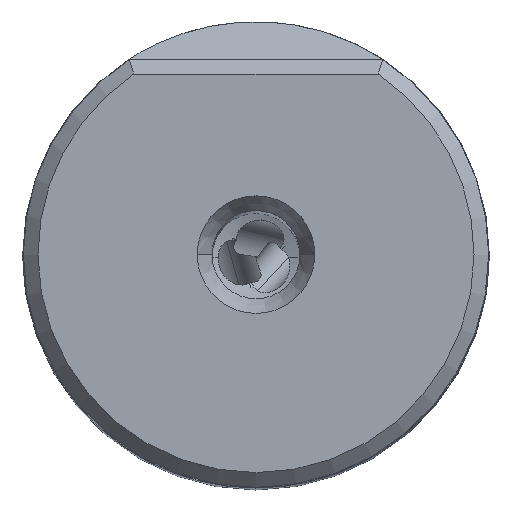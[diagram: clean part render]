
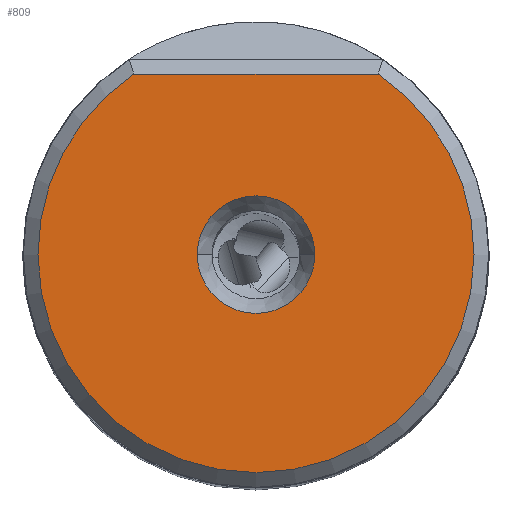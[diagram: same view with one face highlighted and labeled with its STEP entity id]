
A CAD part, top view. The second image highlights one B-rep face of the part: STEP entity #809.
In plain terms, the highlighted planar face has unit normal (0, 0, 1).
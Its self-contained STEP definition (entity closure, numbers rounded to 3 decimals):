
#809=ADVANCED_FACE('',(#1139,#1140),#1073,.T.);
#1073=PLANE('',#5322);
#1139=FACE_BOUND('',#1167,.T.);
#1140=FACE_BOUND('',#1168,.T.);
#1167=EDGE_LOOP('',(#1825,#1826,#1827,#1828));
#1168=EDGE_LOOP('',(#1829,#1830));
#1445=LINE('',#7441,#1635);
#1635=VECTOR('',#5984,1.);
#1825=ORIENTED_EDGE('',*,*,#3968,.F.);
#1826=ORIENTED_EDGE('',*,*,#3969,.F.);
#1827=ORIENTED_EDGE('',*,*,#3970,.F.);
#1828=ORIENTED_EDGE('',*,*,#3971,.F.);
#1829=ORIENTED_EDGE('',*,*,#3972,.F.);
#1830=ORIENTED_EDGE('',*,*,#3973,.F.);
#3423=VERTEX_POINT('',#7435);
#3424=VERTEX_POINT('',#7436);
#3425=VERTEX_POINT('',#7438);
#3426=VERTEX_POINT('',#7440);
#3427=VERTEX_POINT('',#7443);
#3428=VERTEX_POINT('',#7444);
#3968=EDGE_CURVE('',#3423,#3424,#4767,.T.);
#3969=EDGE_CURVE('',#3425,#3423,#4768,.T.);
#3970=EDGE_CURVE('',#3426,#3425,#4769,.T.);
#3971=EDGE_CURVE('',#3424,#3426,#1445,.T.);
#3972=EDGE_CURVE('',#3427,#3428,#4770,.T.);
#3973=EDGE_CURVE('',#3428,#3427,#4771,.T.);
#4767=CIRCLE('',#5317,14.836);
#4768=CIRCLE('',#5318,14.836);
#4769=CIRCLE('',#5319,14.836);
#4770=CIRCLE('',#5320,4.);
#4771=CIRCLE('',#5321,4.);
#5317=AXIS2_PLACEMENT_3D('',#7434,#5978,#5979);
#5318=AXIS2_PLACEMENT_3D('',#7437,#5980,#5981);
#5319=AXIS2_PLACEMENT_3D('',#7439,#5982,#5983);
#5320=AXIS2_PLACEMENT_3D('',#7442,#5985,#5986);
#5321=AXIS2_PLACEMENT_3D('',#7445,#5987,#5988);
#5322=AXIS2_PLACEMENT_3D('',#7446,#5989,#5990);
#5978=DIRECTION('',(0.,0.,-1.));
#5979=DIRECTION('',(-1.,0.,0.));
#5980=DIRECTION('',(0.,0.,-1.));
#5981=DIRECTION('',(1.,0.,0.));
#5982=DIRECTION('',(0.,0.,-1.));
#5983=DIRECTION('',(0.561,0.828,0.));
#5984=DIRECTION('',(1.,0.,0.));
#5985=DIRECTION('',(0.,0.,1.));
#5986=DIRECTION('',(-1.,0.,0.));
#5987=DIRECTION('',(0.,0.,1.));
#5988=DIRECTION('',(1.,0.,0.));
#5989=DIRECTION('',(0.,0.,1.));
#5990=DIRECTION('',(1.,0.,0.));
#7434=CARTESIAN_POINT('',(0.,0.,0.));
#7435=CARTESIAN_POINT('',(-14.836,0.,0.));
#7436=CARTESIAN_POINT('',(-8.318,12.285,0.));
#7437=CARTESIAN_POINT('',(0.,0.,0.));
#7438=CARTESIAN_POINT('',(14.836,0.,0.));
#7439=CARTESIAN_POINT('',(0.,0.,0.));
#7440=CARTESIAN_POINT('',(8.318,12.285,0.));
#7441=CARTESIAN_POINT('',(-8.318,12.285,0.));
#7442=CARTESIAN_POINT('',(0.,0.,0.));
#7443=CARTESIAN_POINT('',(-4.,0.,0.));
#7444=CARTESIAN_POINT('',(4.,0.,0.));
#7445=CARTESIAN_POINT('',(0.,0.,0.));
#7446=CARTESIAN_POINT('',(-0.001,-1.276,0.));
